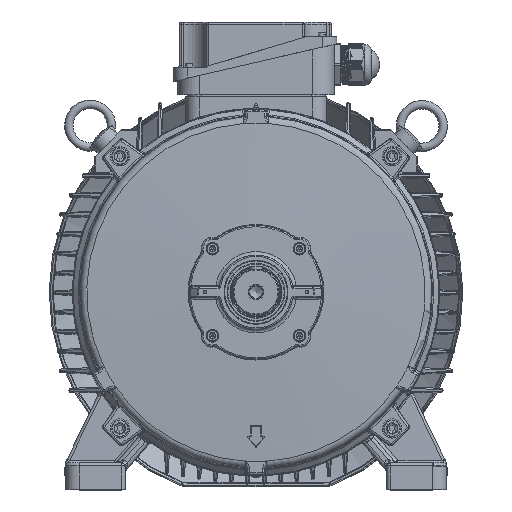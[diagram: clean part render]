
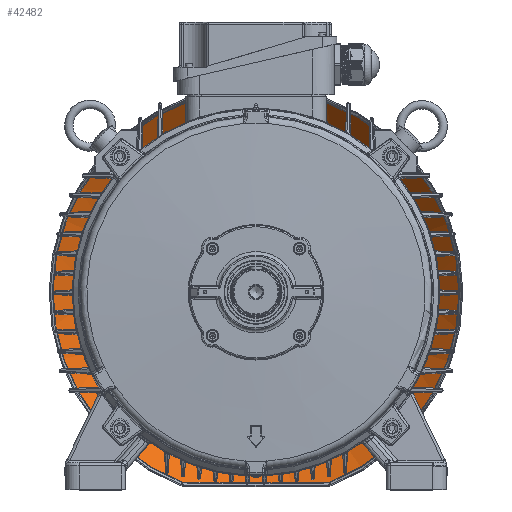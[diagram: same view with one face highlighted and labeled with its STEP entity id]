
A CAD part, top view. The second image highlights one B-rep face of the part: STEP entity #42482.
In plain terms, the highlighted conical face has half-angle 45.639 degrees and reference radius 156.951 mm.
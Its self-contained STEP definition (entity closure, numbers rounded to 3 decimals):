
#1355=CONICAL_SURFACE('',#113445,156.951,45.639);
#37500=FACE_BOUND('',#51244,.T.);
#37501=FACE_BOUND('',#51245,.T.);
#42482=ADVANCED_FACE('',(#37500,#37501),#1355,.F.);
#51244=EDGE_LOOP('',(#75411,#75412));
#51245=EDGE_LOOP('',(#75413));
#55034=CIRCLE('',#113429,288.439);
#55043=CIRCLE('',#113444,161.323);
#75411=ORIENTED_EDGE('',*,*,#101614,.F.);
#75412=ORIENTED_EDGE('',*,*,#101621,.F.);
#75413=ORIENTED_EDGE('',*,*,#101627,.T.);
#87126=VERTEX_POINT('',#199779);
#87127=VERTEX_POINT('',#199780);
#87131=VERTEX_POINT('',#199855);
#101614=EDGE_CURVE('',#87126,#87127,#55034,.T.);
#101621=EDGE_CURVE('',#87127,#87126,#106355,.T.);
#101627=EDGE_CURVE('',#87131,#87131,#55043,.T.);
#106355=B_SPLINE_CURVE_WITH_KNOTS('',3,(#199800,#199801,#199802,#199803,
#199804,#199805,#199806,#199807),.UNSPECIFIED.,.F.,.F.,(4,2,2,4),(0.,0.5,
0.75,1.),.UNSPECIFIED.);
#113429=AXIS2_PLACEMENT_3D('',#199778,#134396,#134397);
#113444=AXIS2_PLACEMENT_3D('',#199854,#134428,#134429);
#113445=AXIS2_PLACEMENT_3D('',#199856,#134430,#134431);
#134396=DIRECTION('',(0.,0.,-1.));
#134397=DIRECTION('',(1.,0.,0.));
#134428=DIRECTION('',(0.,0.,-1.));
#134429=DIRECTION('',(1.,0.,0.));
#134430=DIRECTION('',(0.,0.,1.));
#134431=DIRECTION('',(1.,0.,0.));
#199778=CARTESIAN_POINT('',(0.,0.,
-642.427));
#199779=CARTESIAN_POINT('',(-104.621,-268.796,-642.427));
#199780=CARTESIAN_POINT('',(104.621,-268.796,-642.427));
#199800=CARTESIAN_POINT('',(104.621,-268.796,-642.427));
#199801=CARTESIAN_POINT('',(70.831,-269.171,-654.071));
#199802=CARTESIAN_POINT('',(36.218,-269.437,-660.955));
#199803=CARTESIAN_POINT('',(-17.477,-269.44,-661.034));
#199804=CARTESIAN_POINT('',(-35.442,-269.376,-659.334));
#199805=CARTESIAN_POINT('',(-70.499,-269.147,-652.936));
#199806=CARTESIAN_POINT('',(-87.692,-268.984,-648.261));
#199807=CARTESIAN_POINT('',(-104.621,-268.796,-642.427));
#199854=CARTESIAN_POINT('',(0.,0.,
-766.739));
#199855=CARTESIAN_POINT('',(161.323,0.,-766.739));
#199856=CARTESIAN_POINT('',(0.,0.,
-771.014));
